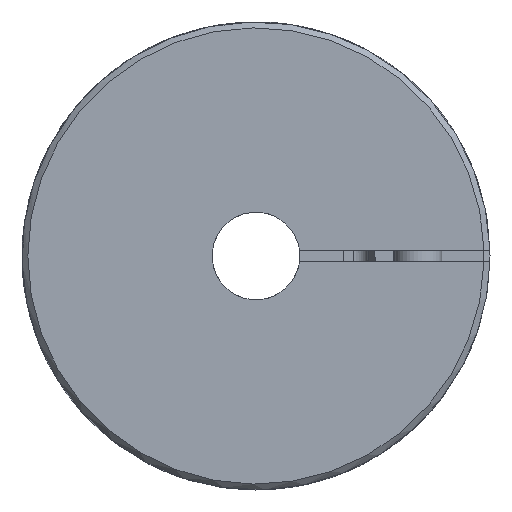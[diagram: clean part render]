
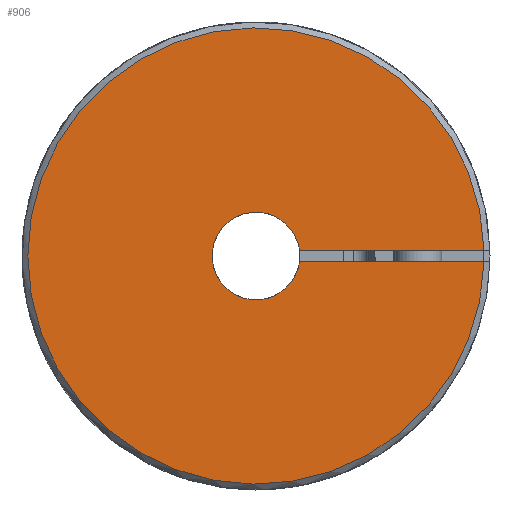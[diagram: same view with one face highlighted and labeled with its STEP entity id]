
A CAD part, left-side view. The second image highlights one B-rep face of the part: STEP entity #906.
In plain terms, the highlighted planar face has unit normal (-1, 0, 0).
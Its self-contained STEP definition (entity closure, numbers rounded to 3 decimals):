
#906 = ADVANCED_FACE( '', ( #1904 ), #1905, .F. );
#1904 = FACE_OUTER_BOUND( '', #2936, .T. );
#1905 = PLANE( '', #2937 );
#2936 = EDGE_LOOP( '', ( #5799, #5800, #5801, #5802 ) );
#2937 = AXIS2_PLACEMENT_3D( '', #5803, #5804, #5805 );
#5799 = ORIENTED_EDGE( '', *, *, #6405, .F. );
#5800 = ORIENTED_EDGE( '', *, *, #6950, .T. );
#5801 = ORIENTED_EDGE( '', *, *, #7011, .T. );
#5802 = ORIENTED_EDGE( '', *, *, #6974, .T. );
#5803 = CARTESIAN_POINT( '', ( 18.976, 0., 78. ) );
#5804 = DIRECTION( '', ( 1., 0., 0. ) );
#5805 = DIRECTION( '', ( 0., 1., 0. ) );
#6405 = EDGE_CURVE( '', #7746, #7748, #7749, .T. );
#6950 = EDGE_CURVE( '', #7746, #8492, #8494, .T. );
#6974 = EDGE_CURVE( '', #8521, #7748, #8522, .T. );
#7011 = EDGE_CURVE( '', #8492, #8521, #8559, .T. );
#7746 = VERTEX_POINT( '', #10128 );
#7748 = VERTEX_POINT( '', #10131 );
#7749 = CIRCLE( '', #10132, 15. );
#8492 = VERTEX_POINT( '', #11575 );
#8494 = LINE( '', #11578, #11579 );
#8521 = VERTEX_POINT( '', #11610 );
#8522 = LINE( '', #11611, #11612 );
#8559 = CIRCLE( '', #11666, 78. );
#10128 = CARTESIAN_POINT( '', ( 18.976, -14.866, 2. ) );
#10131 = CARTESIAN_POINT( '', ( 18.976, -14.866, -2. ) );
#10132 = AXIS2_PLACEMENT_3D( '', #12162, #12163, #12164 );
#11575 = CARTESIAN_POINT( '', ( 18.976, -77.974, 2. ) );
#11578 = CARTESIAN_POINT( '', ( 18.976, 0., 2. ) );
#11579 = VECTOR( '', #12830, 1000. );
#11610 = CARTESIAN_POINT( '', ( 18.976, -77.974, -2. ) );
#11611 = CARTESIAN_POINT( '', ( 18.976, 0., -2. ) );
#11612 = VECTOR( '', #12841, 1000. );
#11666 = AXIS2_PLACEMENT_3D( '', #12859, #12860, #12861 );
#12162 = CARTESIAN_POINT( '', ( 18.976, 0., 0. ) );
#12163 = DIRECTION( '', ( -1., 0., 0. ) );
#12164 = DIRECTION( '', ( 0., 0., 1. ) );
#12830 = DIRECTION( '', ( 0., -1., 0. ) );
#12841 = DIRECTION( '', ( 0., 1., 0. ) );
#12859 = CARTESIAN_POINT( '', ( 18.976, 0., 0. ) );
#12860 = DIRECTION( '', ( -1., 0., 0. ) );
#12861 = DIRECTION( '', ( 0., 0., 1. ) );
